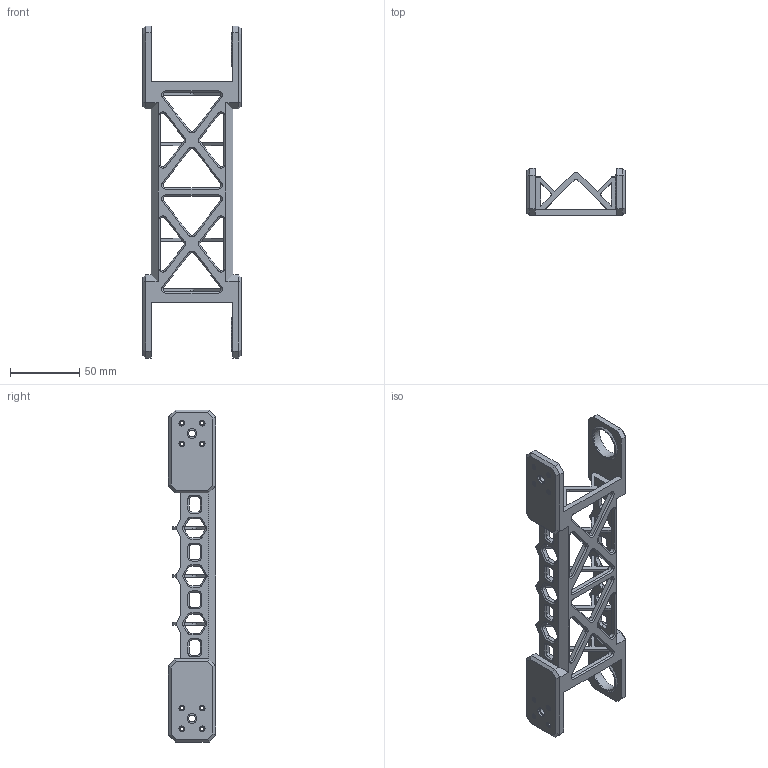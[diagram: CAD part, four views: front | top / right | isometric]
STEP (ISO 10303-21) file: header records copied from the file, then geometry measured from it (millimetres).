
FILE_DESCRIPTION(/* description */ (''),/* implementation_level */ '2;1');
FILE_NAME(/* name */ 'UpperArm.step',/* time_stamp */ '2023-06-09T17:13:17-05:00',/* author */ (''),/* organization */ (''),/* preprocessor_version */ 'ST-DEVELOPER v19.2',/* originating_system */ 'Autodesk Translation Framework v12.6.0.85',/* authorisation */ '');
FILE_SCHEMA (('AUTOMOTIVE_DESIGN { 1 0 10303 214 3 1 1 }'));
Length unit declared in the file: millimetre
Products named in the file (2): Arm2 (v11~recovered); Upper Arm
Assembly tree (1 placements, depth 2):
  Arm2 (v11~recovered)
    Upper Arm
Bounding box: 71 x 34 x 240 mm (x, y, z)
Volume: 80520.7 mm3; surface area: 46763.1 mm2
Topology: 1 solids, 1 shells, 624 faces, 1636 edges, 1004 vertices
Faces by surface type: plane 376, cylinder 158, cone 90
Full cylindrical faces by diameter (mm): 2.6 x8, 4 x8, 5 x2, 7 x2, 22.299 x2, 22.3 x2
Entity records: 19112 total; most frequent: DIRECTION 3310, ORIENTED_EDGE 3272, CARTESIAN_POINT 3267, EDGE_CURVE 1636, LINE 1216, VECTOR 1216, AXIS2_PLACEMENT_3D 1047, VERTEX_POINT 1004
